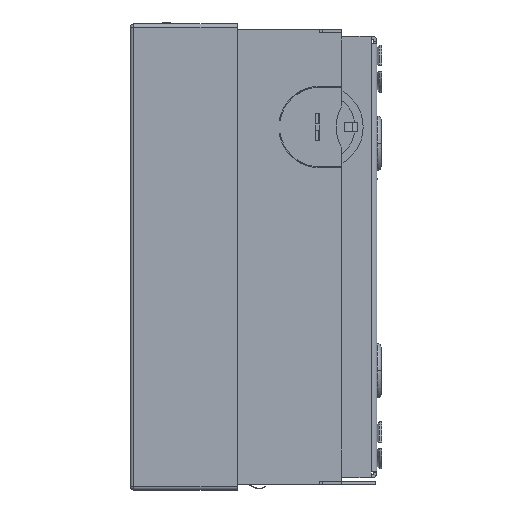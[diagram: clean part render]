
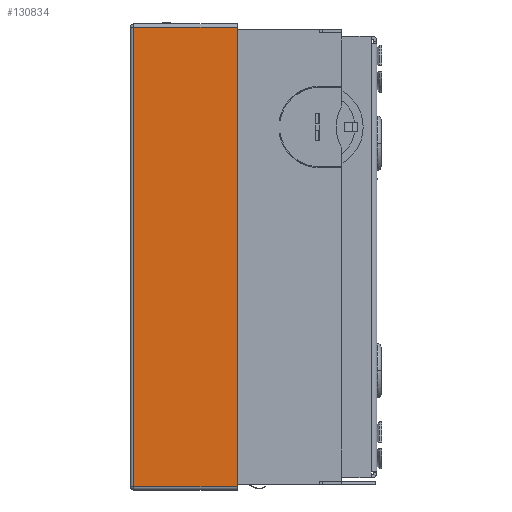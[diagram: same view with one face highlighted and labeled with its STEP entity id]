
A CAD part, left-side view. The second image highlights one B-rep face of the part: STEP entity #130834.
In plain terms, the highlighted face is planar.
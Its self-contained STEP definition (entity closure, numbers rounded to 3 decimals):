
#7132 = CARTESIAN_POINT ( 'NONE',  ( 71.75, -33., -70.75 ) ) ;
#9839 = CARTESIAN_POINT ( 'NONE',  ( 71.75, -1., -71.75 ) ) ;
#12352 = ORIENTED_EDGE ( 'NONE', *, *, #178926, .T. ) ;
#18867 = DIRECTION ( 'NONE',  ( 1., 0., 0. ) ) ;
#21941 = EDGE_CURVE ( 'NONE', #27225, #127901, #166137, .T. ) ;
#27225 = VERTEX_POINT ( 'NONE', #42793 ) ;
#27748 = CARTESIAN_POINT ( 'NONE',  ( 71.75, -1., 70.75 ) ) ;
#35575 = ORIENTED_EDGE ( 'NONE', *, *, #130304, .T. ) ;
#42793 = CARTESIAN_POINT ( 'NONE',  ( 71.75, -1., -70.75 ) ) ;
#50511 = DIRECTION ( 'NONE',  ( 0., 0., -1. ) ) ;
#50770 = DIRECTION ( 'NONE',  ( 0., 0., -1. ) ) ;
#63410 = CARTESIAN_POINT ( 'NONE',  ( 71.75, -33., 70.75 ) ) ;
#67835 = CARTESIAN_POINT ( 'NONE',  ( 71.75, -33., 70.75 ) ) ;
#70264 = VERTEX_POINT ( 'NONE', #63410 ) ;
#76533 = DIRECTION ( 'NONE',  ( 0., 1., 0. ) ) ;
#79200 = DIRECTION ( 'NONE',  ( 0., 0., 1. ) ) ;
#101625 = ORIENTED_EDGE ( 'NONE', *, *, #203638, .T. ) ;
#105443 = PLANE ( 'NONE',  #170378 ) ;
#109760 = ORIENTED_EDGE ( 'NONE', *, *, #21941, .T. ) ;
#110036 = VECTOR ( 'NONE', #76533, 1000. ) ;
#114770 = VECTOR ( 'NONE', #79200, 1000. ) ;
#118400 = EDGE_LOOP ( 'NONE', ( #35575, #101625, #109760, #12352 ) ) ;
#127901 = VERTEX_POINT ( 'NONE', #27748 ) ;
#130304 = EDGE_CURVE ( 'NONE', #70264, #140205, #188594, .T. ) ;
#130834 = ADVANCED_FACE ( 'NONE', ( #187730 ), #105443, .T. ) ;
#140205 = VERTEX_POINT ( 'NONE', #146388 ) ;
#146388 = CARTESIAN_POINT ( 'NONE',  ( 71.75, -33., -70.75 ) ) ;
#148479 = VECTOR ( 'NONE', #50511, 1000. ) ;
#157875 = CARTESIAN_POINT ( 'NONE',  ( 71.75, -33., -71.75 ) ) ;
#163436 = LINE ( 'NONE', #7132, #110036 ) ;
#164634 = VECTOR ( 'NONE', #193274, 1000. ) ;
#166137 = LINE ( 'NONE', #9839, #114770 ) ;
#170378 = AXIS2_PLACEMENT_3D ( 'NONE', #207023, #18867, #50770 ) ;
#178926 = EDGE_CURVE ( 'NONE', #127901, #70264, #191053, .T. ) ;
#187730 = FACE_OUTER_BOUND ( 'NONE', #118400, .T. ) ;
#188594 = LINE ( 'NONE', #157875, #148479 ) ;
#191053 = LINE ( 'NONE', #67835, #164634 ) ;
#193274 = DIRECTION ( 'NONE',  ( 0., -1., 0. ) ) ;
#203638 = EDGE_CURVE ( 'NONE', #140205, #27225, #163436, .T. ) ;
#207023 = CARTESIAN_POINT ( 'NONE',  ( 71.75, -33., -71.75 ) ) ;
